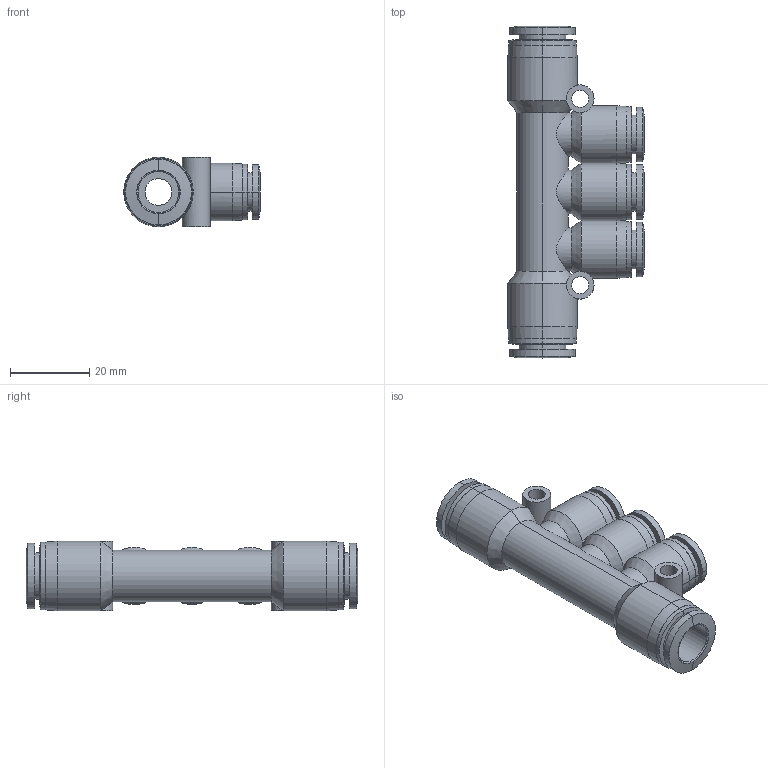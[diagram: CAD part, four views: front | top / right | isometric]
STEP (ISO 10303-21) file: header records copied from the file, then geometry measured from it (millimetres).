
FILE_DESCRIPTION (( 'STEP AP214' ), '1' );
FILE_NAME ('U3B10M-8M.step', '2016-02-24T20:47:54', ( '' ), ( '' ), 'SwSTEP 2.0', 'SolidWorks 2015', '' );
FILE_SCHEMA (( 'AUTOMOTIVE_DESIGN' ));
Length unit declared in the file: inch
Products named in the file (1): U3B10M-8M
Bounding box: 34.4 x 83.7 x 17.5 mm (x, y, z)
Volume: 15815.1 mm3; surface area: 12590 mm2
Topology: 1 solids, 1 shells, 153 faces, 355 edges, 218 vertices
Faces by surface type: cylinder 74, cone 40, plane 29, torus 10
Entity records: 4895 total; most frequent: CARTESIAN_POINT 1289, DIRECTION 819, ORIENTED_EDGE 698, AXIS2_PLACEMENT_3D 350, EDGE_CURVE 349, VERTEX_POINT 214, CIRCLE 196, EDGE_LOOP 185
